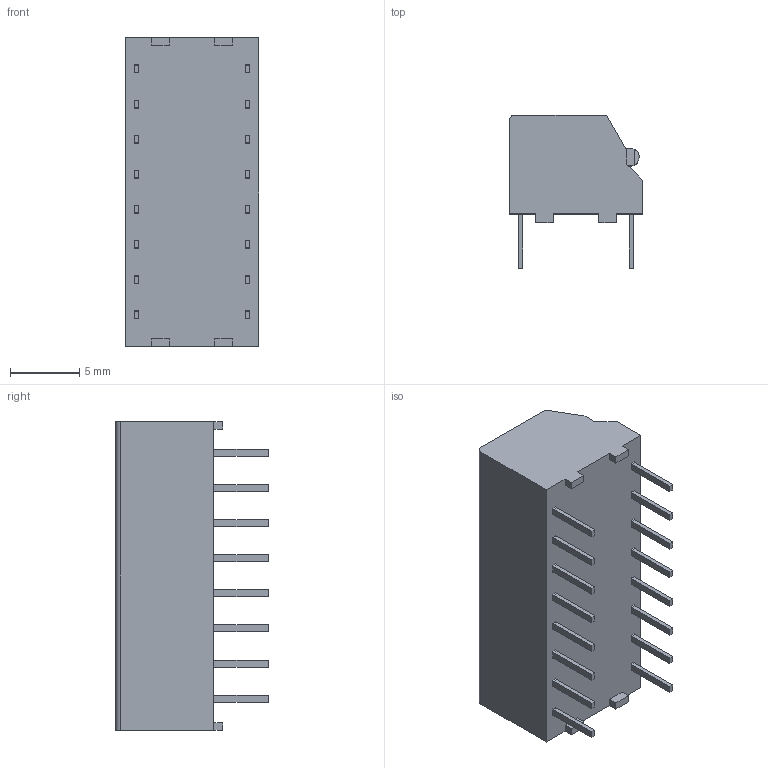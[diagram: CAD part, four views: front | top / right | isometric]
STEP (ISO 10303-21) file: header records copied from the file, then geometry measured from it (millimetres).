
FILE_DESCRIPTION((''),'2;1');
FILE_NAME('76HPSB04GWRT','2014-11-20T',('amercuri'),(''),'PRO/ENGINEER BY PARAMETRIC TECHNOLOGY CORPORATION, 2011490','PRO/ENGINEER BY PARAMETRIC TECHNOLOGY CORPORATION, 2011490','');
FILE_SCHEMA(('CONFIG_CONTROL_DESIGN'));
Length unit declared in the file: inch
Products named in the file (1): 76HPSB04GWRT
Bounding box: 9.65 x 11.07 x 22.35 mm (x, y, z)
Volume: 1101.7 mm3; surface area: 2752.2 mm2
Topology: 1 solids, 1 shells, 1092 faces, 3219 edges, 2112 vertices
Faces by surface type: plane 867, cylinder 225
Entity records: 36417 total; most frequent: CARTESIAN_POINT 7127, ORIENTED_EDGE 6430, DIRECTION 5685, EDGE_CURVE 3215, VECTOR 2637, LINE 2637, VERTEX_POINT 2110, AXIS2_PLACEMENT_3D 1524
